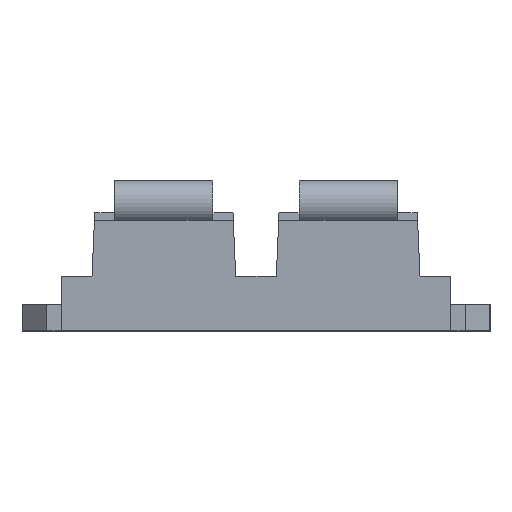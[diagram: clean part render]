
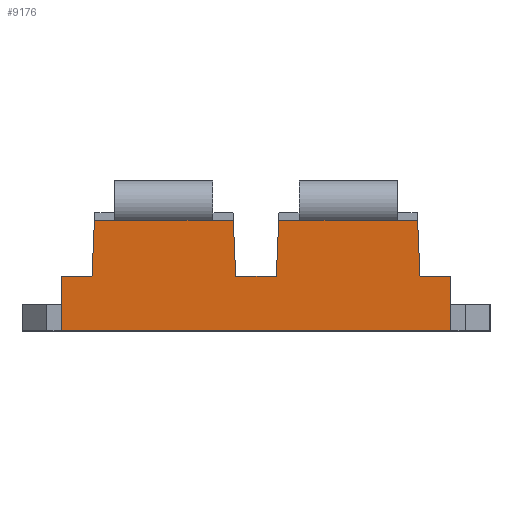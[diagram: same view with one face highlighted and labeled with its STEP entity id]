
A CAD part, top view. The second image highlights one B-rep face of the part: STEP entity #9176.
In plain terms, the highlighted planar face has unit normal (0, -0.025, 1).
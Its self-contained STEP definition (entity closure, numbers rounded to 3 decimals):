
#112 = CARTESIAN_POINT ( 'NONE',  ( 13.099, 10.403, 12.678 ) ) ;
#143 = DIRECTION ( 'NONE',  ( 1., 0., 0. ) ) ;
#146 = CARTESIAN_POINT ( 'NONE',  ( 1.65, 4.42, 12.527 ) ) ;
#159 = CARTESIAN_POINT ( 'NONE',  ( -15.845, 9., 12.643 ) ) ;
#297 = DIRECTION ( 'NONE',  ( 1., 0., 0. ) ) ;
#341 = VERTEX_POINT ( 'NONE', #8263 ) ;
#410 = LINE ( 'NONE', #159, #11055 ) ;
#428 = EDGE_CURVE ( 'NONE', #3871, #341, #7177, .T. ) ;
#523 = EDGE_CURVE ( 'NONE', #7267, #10883, #5720, .T. ) ;
#659 = EDGE_CURVE ( 'NONE', #3263, #6181, #7661, .T. ) ;
#764 = ORIENTED_EDGE ( 'NONE', *, *, #4074, .T. ) ;
#978 = DIRECTION ( 'NONE',  ( 0.044, 0.999, 0.025 ) ) ;
#1026 = ORIENTED_EDGE ( 'NONE', *, *, #5282, .F. ) ;
#1102 = EDGE_CURVE ( 'NONE', #7410, #3263, #8689, .T. ) ;
#1126 = EDGE_CURVE ( 'NONE', #6181, #3508, #6763, .T. ) ;
#1186 = LINE ( 'NONE', #7270, #9772 ) ;
#1279 = CARTESIAN_POINT ( 'NONE',  ( -13.16, 9., 12.643 ) ) ;
#1812 = LINE ( 'NONE', #12653, #12441 ) ;
#1877 = VECTOR ( 'NONE', #8811, 1000. ) ;
#2103 = DIRECTION ( 'NONE',  ( 1., 0., 0. ) ) ;
#2187 = VECTOR ( 'NONE', #297, 1000. ) ;
#2314 = CARTESIAN_POINT ( 'NONE',  ( -1.883, 9.749, 12.661 ) ) ;
#2371 = CARTESIAN_POINT ( 'NONE',  ( -19.057, 4.42, 12.527 ) ) ;
#2450 = DIRECTION ( 'NONE',  ( 0., -0.025, 1. ) ) ;
#2570 = ORIENTED_EDGE ( 'NONE', *, *, #523, .F. ) ;
#2621 = VECTOR ( 'NONE', #12727, 1000. ) ;
#2689 = VERTEX_POINT ( 'NONE', #6237 ) ;
#2804 = DIRECTION ( 'NONE',  ( 1., 0., 0. ) ) ;
#2929 = CARTESIAN_POINT ( 'NONE',  ( 1.81, 8.089, 12.619 ) ) ;
#3263 = VERTEX_POINT ( 'NONE', #146 ) ;
#3508 = VERTEX_POINT ( 'NONE', #10083 ) ;
#3597 = LINE ( 'NONE', #10501, #2621 ) ;
#3685 = EDGE_CURVE ( 'NONE', #9651, #7410, #11170, .T. ) ;
#3789 = ORIENTED_EDGE ( 'NONE', *, *, #1102, .F. ) ;
#3871 = VERTEX_POINT ( 'NONE', #6591 ) ;
#4070 = DIRECTION ( 'NONE',  ( 0.044, -0.999, -0.025 ) ) ;
#4074 = EDGE_CURVE ( 'NONE', #5849, #2689, #12755, .T. ) ;
#4369 = DIRECTION ( 'NONE',  ( 0., 1., 0.025 ) ) ;
#4377 = ORIENTED_EDGE ( 'NONE', *, *, #9592, .F. ) ;
#4404 = CARTESIAN_POINT ( 'NONE',  ( -19.057, 9., 12.643 ) ) ;
#5049 = LINE ( 'NONE', #112, #11633 ) ;
#5225 = ORIENTED_EDGE ( 'NONE', *, *, #10055, .F. ) ;
#5238 = CARTESIAN_POINT ( 'NONE',  ( -1.85, 9., 12.643 ) ) ;
#5282 = EDGE_CURVE ( 'NONE', #341, #2689, #3597, .T. ) ;
#5481 = CARTESIAN_POINT ( 'NONE',  ( -15.845, 0., 12.415 ) ) ;
#5548 = ORIENTED_EDGE ( 'NONE', *, *, #1126, .F. ) ;
#5599 = VECTOR ( 'NONE', #2804, 1000. ) ;
#5720 = LINE ( 'NONE', #5779, #9422 ) ;
#5779 = CARTESIAN_POINT ( 'NONE',  ( -19.057, 4.42, 12.527 ) ) ;
#5802 = ORIENTED_EDGE ( 'NONE', *, *, #659, .F. ) ;
#5847 = CARTESIAN_POINT ( 'NONE',  ( -19.057, 4.42, 12.527 ) ) ;
#5849 = VERTEX_POINT ( 'NONE', #5481 ) ;
#6181 = VERTEX_POINT ( 'NONE', #6785 ) ;
#6237 = CARTESIAN_POINT ( 'NONE',  ( 15.845, 0., 12.415 ) ) ;
#6310 = ORIENTED_EDGE ( 'NONE', *, *, #3685, .F. ) ;
#6591 = CARTESIAN_POINT ( 'NONE',  ( 13.36, 4.42, 12.527 ) ) ;
#6689 = CARTESIAN_POINT ( 'NONE',  ( -1.65, 4.42, 12.527 ) ) ;
#6763 = LINE ( 'NONE', #8567, #9311 ) ;
#6785 = CARTESIAN_POINT ( 'NONE',  ( 1.85, 9., 12.643 ) ) ;
#7152 = CARTESIAN_POINT ( 'NONE',  ( -15.845, 4.42, 12.527 ) ) ;
#7177 = LINE ( 'NONE', #2371, #2187 ) ;
#7245 = EDGE_LOOP ( 'NONE', ( #4377, #5548, #5802, #3789, #6310, #5225, #7892, #2570, #12413, #764, #1026, #11372 ) ) ;
#7267 = VERTEX_POINT ( 'NONE', #7152 ) ;
#7270 = CARTESIAN_POINT ( 'NONE',  ( -19.057, 9., 12.643 ) ) ;
#7410 = VERTEX_POINT ( 'NONE', #6689 ) ;
#7661 = LINE ( 'NONE', #2929, #1877 ) ;
#7828 = EDGE_CURVE ( 'NONE', #5849, #7267, #410, .T. ) ;
#7892 = ORIENTED_EDGE ( 'NONE', *, *, #8781, .F. ) ;
#8095 = VECTOR ( 'NONE', #11236, 1000. ) ;
#8263 = CARTESIAN_POINT ( 'NONE',  ( 15.845, 4.42, 12.527 ) ) ;
#8567 = CARTESIAN_POINT ( 'NONE',  ( -19.057, 9., 12.643 ) ) ;
#8689 = LINE ( 'NONE', #5847, #5599 ) ;
#8781 = EDGE_CURVE ( 'NONE', #10883, #9656, #1812, .T. ) ;
#8811 = DIRECTION ( 'NONE',  ( 0.044, 0.999, 0.025 ) ) ;
#9176 = ADVANCED_FACE ( 'NONE', ( #11376 ), #11247, .T. ) ;
#9311 = VECTOR ( 'NONE', #12486, 1000. ) ;
#9422 = VECTOR ( 'NONE', #11653, 1000. ) ;
#9592 = EDGE_CURVE ( 'NONE', #3508, #3871, #5049, .T. ) ;
#9651 = VERTEX_POINT ( 'NONE', #5238 ) ;
#9656 = VERTEX_POINT ( 'NONE', #1279 ) ;
#9772 = VECTOR ( 'NONE', #143, 1000. ) ;
#9931 = VECTOR ( 'NONE', #2103, 1000. ) ;
#10055 = EDGE_CURVE ( 'NONE', #9656, #9651, #1186, .T. ) ;
#10083 = CARTESIAN_POINT ( 'NONE',  ( 13.16, 9., 12.643 ) ) ;
#10377 = CARTESIAN_POINT ( 'NONE',  ( -13.36, 4.42, 12.527 ) ) ;
#10405 = DIRECTION ( 'NONE',  ( 0., -1., -0.025 ) ) ;
#10501 = CARTESIAN_POINT ( 'NONE',  ( 15.845, 9., 12.642 ) ) ;
#10883 = VERTEX_POINT ( 'NONE', #10377 ) ;
#11055 = VECTOR ( 'NONE', #4369, 1000. ) ;
#11170 = LINE ( 'NONE', #2314, #8095 ) ;
#11236 = DIRECTION ( 'NONE',  ( 0.044, -0.999, -0.025 ) ) ;
#11247 = PLANE ( 'NONE',  #12054 ) ;
#11372 = ORIENTED_EDGE ( 'NONE', *, *, #428, .F. ) ;
#11376 = FACE_OUTER_BOUND ( 'NONE', #7245, .T. ) ;
#11633 = VECTOR ( 'NONE', #4070, 1000. ) ;
#11653 = DIRECTION ( 'NONE',  ( 1., 0., 0. ) ) ;
#11744 = CARTESIAN_POINT ( 'NONE',  ( 0., 0., 12.415 ) ) ;
#12054 = AXIS2_PLACEMENT_3D ( 'NONE', #4404, #2450, #10405 ) ;
#12413 = ORIENTED_EDGE ( 'NONE', *, *, #7828, .F. ) ;
#12441 = VECTOR ( 'NONE', #978, 1000. ) ;
#12486 = DIRECTION ( 'NONE',  ( 1., 0., 0. ) ) ;
#12653 = CARTESIAN_POINT ( 'NONE',  ( -13.171, 8.743, 12.636 ) ) ;
#12727 = DIRECTION ( 'NONE',  ( 0., -1., -0.025 ) ) ;
#12755 = LINE ( 'NONE', #11744, #9931 ) ;
